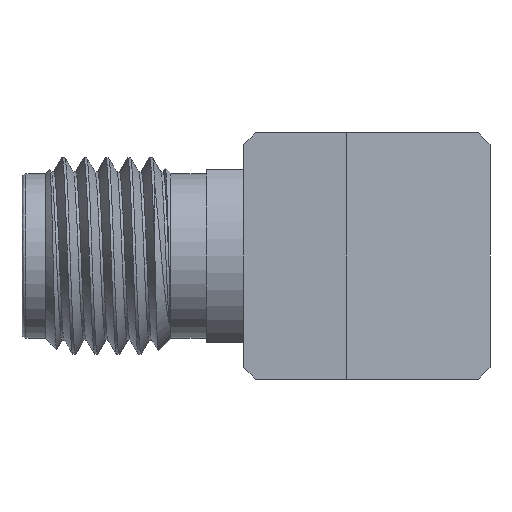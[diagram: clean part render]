
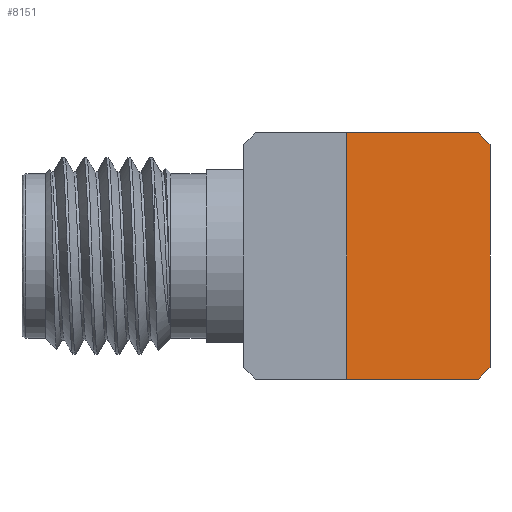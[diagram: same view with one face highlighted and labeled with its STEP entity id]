
A CAD part, left-side view. The second image highlights one B-rep face of the part: STEP entity #8151.
In plain terms, the highlighted planar face has unit normal (-0.707, -0.707, 0).
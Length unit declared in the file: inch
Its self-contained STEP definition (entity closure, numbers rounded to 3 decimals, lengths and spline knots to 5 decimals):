
#406 = DIRECTION ( 'NONE',  ( -0.707, 0.707, 0. ) ) ;
#792 = CARTESIAN_POINT ( 'NONE',  ( 0.04418, -0.17525, -0.12275 ) ) ;
#794 = DIRECTION ( 'NONE',  ( 0., 0., 1. ) ) ;
#1030 = AXIS2_PLACEMENT_3D ( 'NONE', #6265, #6938, #3902 ) ;
#1254 = ORIENTED_EDGE ( 'NONE', *, *, #6189, .T. ) ;
#1356 = EDGE_CURVE ( 'NONE', #2815, #8921, #5711, .T. ) ;
#1599 = ORIENTED_EDGE ( 'NONE', *, *, #2244, .F. ) ;
#2244 = EDGE_CURVE ( 'NONE', #7609, #2570, #6776, .T. ) ;
#2570 = VERTEX_POINT ( 'NONE', #3014 ) ;
#2727 = CARTESIAN_POINT ( 'NONE',  ( -0.1565, 0.02543, 0.1565 ) ) ;
#2742 = CARTESIAN_POINT ( 'NONE',  ( 0.01043, -0.1415, -0.1565 ) ) ;
#2815 = VERTEX_POINT ( 'NONE', #3410 ) ;
#3014 = CARTESIAN_POINT ( 'NONE',  ( -0.1565, 0.02543, -0.1565 ) ) ;
#3257 = CARTESIAN_POINT ( 'NONE',  ( 0.02543, -0.1565, 0.1565 ) ) ;
#3410 = CARTESIAN_POINT ( 'NONE',  ( 0.02543, -0.1565, 0.1415 ) ) ;
#3705 = ORIENTED_EDGE ( 'NONE', *, *, #1356, .T. ) ;
#3853 = FACE_OUTER_BOUND ( 'NONE', #9125, .T. ) ;
#3902 = DIRECTION ( 'NONE',  ( 0.707, -0.707, 0. ) ) ;
#4267 = LINE ( 'NONE', #2727, #6038 ) ;
#4373 = EDGE_CURVE ( 'NONE', #6774, #2570, #4267, .T. ) ;
#4633 = VECTOR ( 'NONE', #794, 39.37008 ) ;
#4675 = LINE ( 'NONE', #6126, #8895 ) ;
#4992 = DIRECTION ( 'NONE',  ( -0.577, 0.577, 0.577 ) ) ;
#5320 = CARTESIAN_POINT ( 'NONE',  ( 0.01043, -0.1415, 0.1565 ) ) ;
#5632 = CARTESIAN_POINT ( 'NONE',  ( 0.02543, -0.1565, -0.1415 ) ) ;
#5657 = ORIENTED_EDGE ( 'NONE', *, *, #6450, .T. ) ;
#5711 = LINE ( 'NONE', #7157, #5947 ) ;
#5861 = DIRECTION ( 'NONE',  ( 0., 0., -1. ) ) ;
#5947 = VECTOR ( 'NONE', #4992, 39.37008 ) ;
#5958 = VERTEX_POINT ( 'NONE', #5632 ) ;
#5960 = CARTESIAN_POINT ( 'NONE',  ( -0.1565, 0.02543, 0.1565 ) ) ;
#6038 = VECTOR ( 'NONE', #5861, 39.37008 ) ;
#6126 = CARTESIAN_POINT ( 'NONE',  ( -0.06554, -0.06554, 0.1565 ) ) ;
#6189 = EDGE_CURVE ( 'NONE', #5958, #2815, #9423, .T. ) ;
#6223 = DIRECTION ( 'NONE',  ( -0.707, 0.707, 0. ) ) ;
#6265 = CARTESIAN_POINT ( 'NONE',  ( -0.17369, 0.04262, 0.313 ) ) ;
#6450 = EDGE_CURVE ( 'NONE', #8921, #6774, #4675, .T. ) ;
#6570 = CARTESIAN_POINT ( 'NONE',  ( -0.06554, -0.06554, -0.1565 ) ) ;
#6774 = VERTEX_POINT ( 'NONE', #5960 ) ;
#6776 = LINE ( 'NONE', #6570, #7819 ) ;
#6938 = DIRECTION ( 'NONE',  ( -0.707, -0.707, 0. ) ) ;
#7157 = CARTESIAN_POINT ( 'NONE',  ( -0.16449, 0.03341, 0.33141 ) ) ;
#7609 = VERTEX_POINT ( 'NONE', #2742 ) ;
#7744 = ORIENTED_EDGE ( 'NONE', *, *, #4373, .T. ) ;
#7757 = PLANE ( 'NONE',  #1030 ) ;
#7819 = VECTOR ( 'NONE', #406, 39.37008 ) ;
#7828 = LINE ( 'NONE', #792, #9410 ) ;
#8151 = ADVANCED_FACE ( 'NONE', ( #3853 ), #7757, .T. ) ;
#8482 = ORIENTED_EDGE ( 'NONE', *, *, #9025, .T. ) ;
#8895 = VECTOR ( 'NONE', #6223, 39.37008 ) ;
#8921 = VERTEX_POINT ( 'NONE', #5320 ) ;
#9000 = DIRECTION ( 'NONE',  ( 0.577, -0.577, 0.577 ) ) ;
#9025 = EDGE_CURVE ( 'NONE', #7609, #5958, #7828, .T. ) ;
#9125 = EDGE_LOOP ( 'NONE', ( #1599, #8482, #1254, #3705, #5657, #7744 ) ) ;
#9410 = VECTOR ( 'NONE', #9000, 39.37008 ) ;
#9423 = LINE ( 'NONE', #3257, #4633 ) ;
